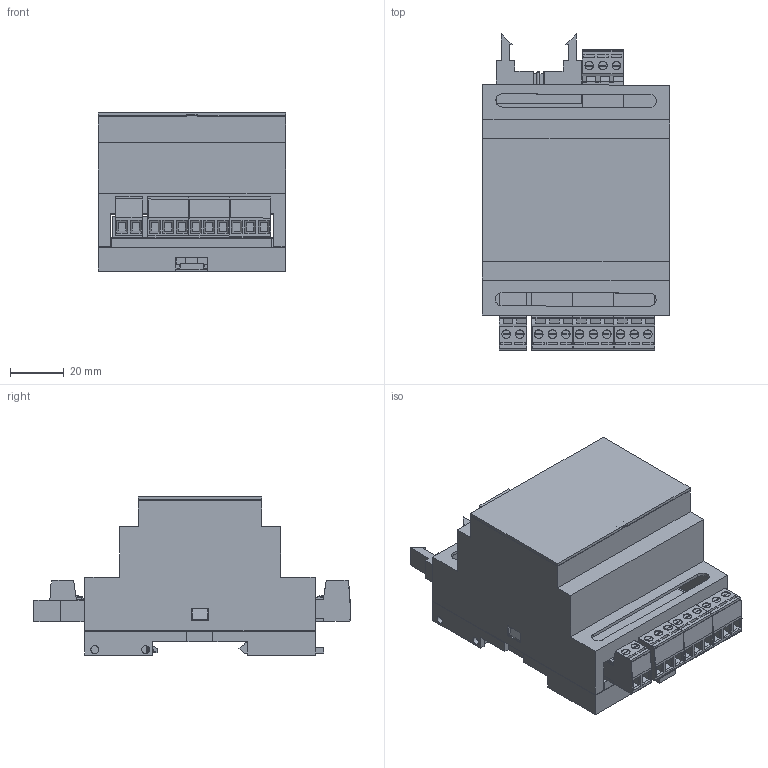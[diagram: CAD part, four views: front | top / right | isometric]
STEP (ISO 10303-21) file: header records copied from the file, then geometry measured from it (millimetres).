
FILE_DESCRIPTION(/* description */ (''),/* implementation_level */ '2;1');
FILE_NAME(/* name */ 'РКИ220-110-48_3Р v2.stp',/* time_stamp */ '2019-07-18T09:48:22+07:00',/* author */ ('User'),/* organization */ (''),/* preprocessor_version */ 'ST-DEVELOPER v17',/* originating_system */ 'AutoCAD Mechanical',/* authorisation */ '');
FILE_SCHEMA (('AUTOMOTIVE_DESIGN { 1 0 10303 214 3 1 1 }'));
Length unit declared in the file: millimetre
Products named in the file (1): Product
Bounding box: 70.02 x 118.13 x 59.05 mm (x, y, z)
Volume: 72836.8 mm3; surface area: 98454.3 mm2
Topology: 47 solids, 47 shells, 1539 faces, 4212 edges, 2800 vertices
Faces by surface type: plane 1306, cylinder 211, sphere 14, bspline 6, torus 2
Full cylindrical faces by diameter (mm): 0.8 x4, 1 x10, 1.25 x5, 2.5 x2, 3 x4, 3.15 x14, 3.2 x14, 5.6 x2, 5.735 x2
Entity records: 48592 total; most frequent: CARTESIAN_POINT 8898, ORIENTED_EDGE 8390, DIRECTION 7781, EDGE_CURVE 4195, LINE 3585, VECTOR 3585, VERTEX_POINT 2797, AXIS2_PLACEMENT_3D 2098
